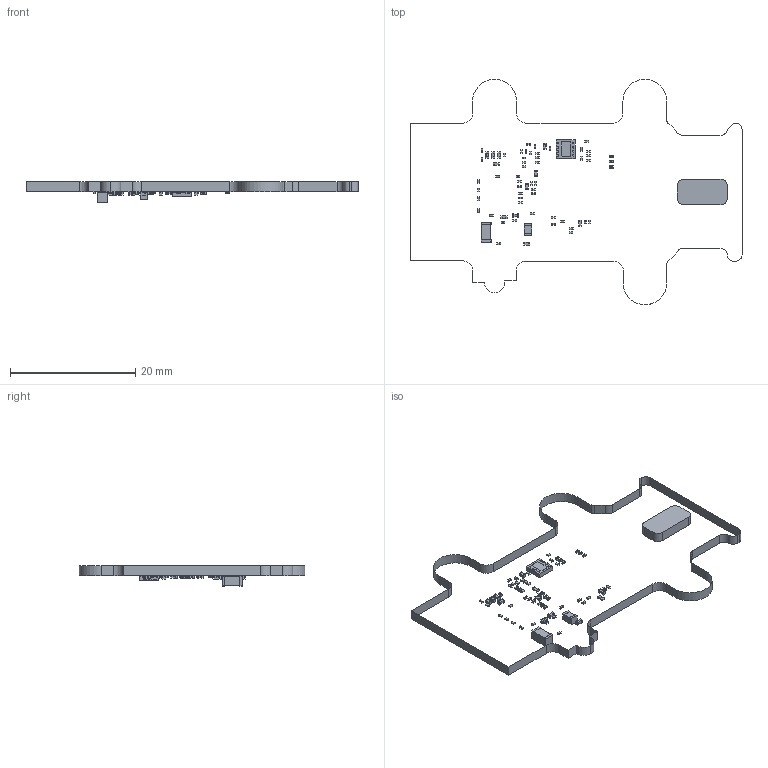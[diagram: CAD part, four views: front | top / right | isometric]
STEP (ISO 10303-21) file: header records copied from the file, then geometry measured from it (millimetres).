
FILE_DESCRIPTION(('KiCad electronic assembly'),'2;1');
FILE_NAME('Airsensor.step','2024-08-03T23:18:37',('Pcbnew'),('Kicad'), 'Open CASCADE STEP processor 7.7','KiCad to STEP converter','Unknown' );
FILE_SCHEMA(('AUTOMOTIVE_DESIGN { 1 0 10303 214 1 1 1 1 }'));
Length unit declared in the file: millimetre
Products named in the file (18): Airsensor 1; R_0201_0603Metric; C_0201_0603Metric; DFN-8-1EP_3x3mm_P0.65mm_EP1.55x2.4mm; DFN-8-1EP_3x3mm_Pitch0.65mm; C_0402_1005Metric; R_0402_1005Metric; LED_0201_0603Metric; C_0805_2012Metric; C_1206_3216Metric; _autosave-Airspeedsensor_PCB
Assembly tree (74 placements, depth 3):
  Airsensor 1
    R_0201_0603Metric  x22
      R_0201_0603Metric
    C_0201_0603Metric  x26
      C_0201_0603Metric
    DFN-8-1EP_3x3mm_P0.65mm_EP1.55x2.4mm
      DFN-8-1EP_3x3mm_Pitch0.65mm
    C_0402_1005Metric  x9
      C_0402_1005Metric
    R_0402_1005Metric  x2
      R_0402_1005Metric
    LED_0201_0603Metric  x3
      LED_0201_0603Metric
    C_0805_2012Metric
      C_0805_2012Metric
    C_1206_3216Metric
      C_1206_3216Metric
    _autosave-Airspeedsensor_PCB
Bounding box: 53 x 36 x 3.25 mm (x, y, z)
Volume: 71.7 mm3; surface area: 542.1 mm2
Topology: 66 solids, 69 shells, 1849 faces, 4788 edges, 3156 vertices
Faces by surface type: plane 1180, cylinder 669
Full cylindrical faces by diameter (mm): 0.5 x1
Entity records: 11892 total; most frequent: DIRECTION 1764, CARTESIAN_POINT 1726, ORIENTED_EDGE 1530, EDGE_CURVE 810, LINE 616, VECTOR 616, AXIS2_PLACEMENT_3D 574, VERTEX_POINT 536
